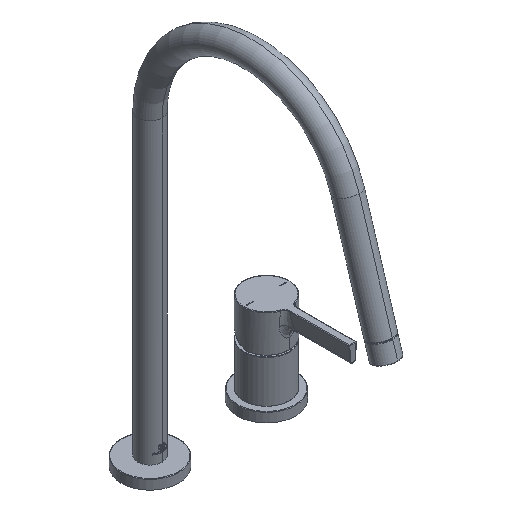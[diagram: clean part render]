
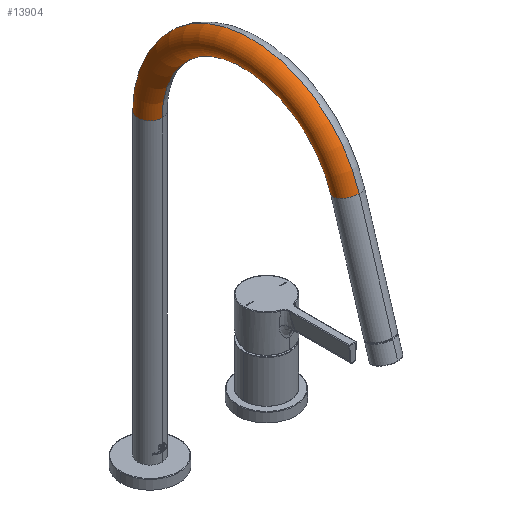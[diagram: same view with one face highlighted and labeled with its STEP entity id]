
A CAD part, isometric view. The second image highlights one B-rep face of the part: STEP entity #13904.
In plain terms, the highlighted toroidal (fillet/blend) face has major radius 104 mm and minor radius 12.5 mm.
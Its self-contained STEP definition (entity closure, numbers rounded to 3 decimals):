
#7077=CARTESIAN_POINT('',(0.,0.,316.9));
#7078=DIRECTION('',(0.,0.,1.));
#7079=DIRECTION('',(0.,1.,0.));
#7080=AXIS2_PLACEMENT_3D('',#7077,#7078,#7079);
#7082=CARTESIAN_POINT('',(0.,-104.,316.9));
#7083=DIRECTION('',(1.,0.,0.));
#7084=DIRECTION('',(0.,1.,0.));
#7085=AXIS2_PLACEMENT_3D('',#7082,#7083,#7084);
#7092=CARTESIAN_POINT('',(0.,-104.,316.9));
#7093=DIRECTION('',(1.,0.,0.));
#7094=DIRECTION('',(0.,1.,0.));
#7095=AXIS2_PLACEMENT_3D('',#7092,#7093,#7094);
#7106=CARTESIAN_POINT('',(0.,-203.456,
347.307));
#7107=DIRECTION('',(0.,-0.292,-0.956));
#7108=DIRECTION('',(0.,-0.956,0.292));
#7109=AXIS2_PLACEMENT_3D('',#7106,#7107,#7108);
#8041=CARTESIAN_POINT('',(0.,12.5,316.9));
#8042=CARTESIAN_POINT('',(0.,-12.5,316.9));
#8043=VERTEX_POINT('',#8041);
#8044=VERTEX_POINT('',#8042);
#8045=CARTESIAN_POINT('',(0.,-215.41,
350.961));
#8046=CARTESIAN_POINT('',(0.,-191.502,
343.652));
#8047=VERTEX_POINT('',#8045);
#8048=VERTEX_POINT('',#8046);
#13890=CARTESIAN_POINT('',(0.,-104.,316.9));
#13891=DIRECTION('',(1.,0.,0.));
#13892=DIRECTION('',(0.,-1.,0.));
#13893=AXIS2_PLACEMENT_3D('',#13890,#13891,#13892);
#13894=TOROIDAL_SURFACE('',#13893,104.,12.5);
#13895=ORIENTED_EDGE('',*,*,#11651,.F.);
#13897=ORIENTED_EDGE('',*,*,#13896,.T.);
#13899=ORIENTED_EDGE('',*,*,#13898,.T.);
#13901=ORIENTED_EDGE('',*,*,#13900,.F.);
#13902=EDGE_LOOP('',(#13895,#13897,#13899,#13901));
#13903=FACE_OUTER_BOUND('',#13902,.F.);
#7081=CIRCLE('',#7080,12.5);
#7086=CIRCLE('',#7085,116.5);
#7096=CIRCLE('',#7095,91.5);
#7110=CIRCLE('',#7109,12.5);
#11651=EDGE_CURVE('',#8043,#8044,#7081,.T.);
#13896=EDGE_CURVE('',#8043,#8047,#7086,.T.);
#13898=EDGE_CURVE('',#8047,#8048,#7110,.T.);
#13900=EDGE_CURVE('',#8044,#8048,#7096,.T.);
#13904=ADVANCED_FACE('',(#13903),#13894,.T.);
